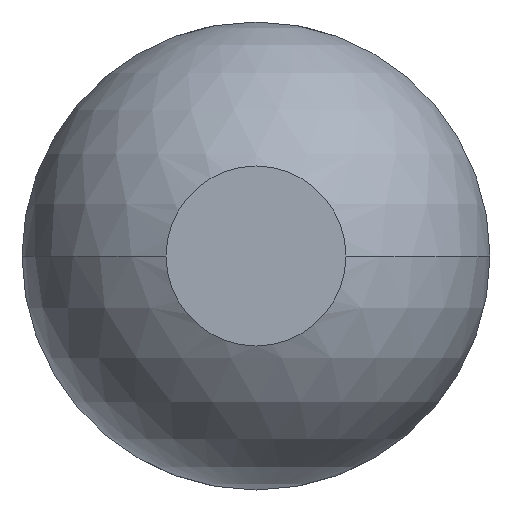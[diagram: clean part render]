
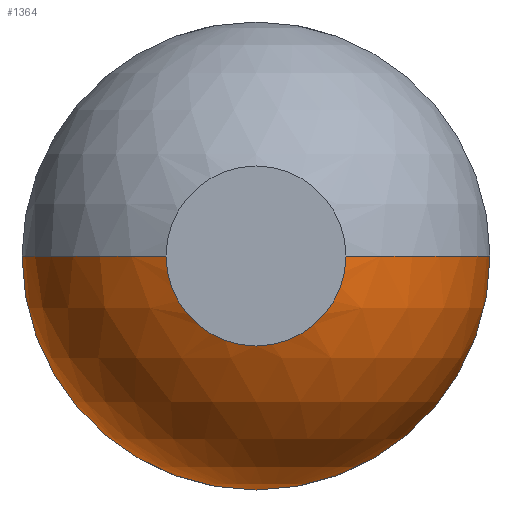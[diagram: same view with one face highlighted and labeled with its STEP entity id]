
A CAD part, front view. The second image highlights one B-rep face of the part: STEP entity #1364.
In plain terms, the highlighted spherical face has radius 0.39 mm.
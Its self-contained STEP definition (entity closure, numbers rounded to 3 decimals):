
#18 = DIRECTION ( 'NONE',  ( 0., 0., 1. ) ) ;
#52 = VERTEX_POINT ( 'NONE', #3248 ) ;
#184 = EDGE_CURVE ( 'Defeature ausgef�hrt1_5+Defeature ausgef�hrt1_4+Defeature ausgef�hrt1_4+Defeature ausgef�hrt1_4', #466, #3626, #2356, .T. ) ;
#214 = CARTESIAN_POINT ( 'NONE',  ( -0.15, -36.3, 0. ) ) ;
#215 = CARTESIAN_POINT ( 'NONE',  ( 0., -35.94, 0. ) ) ;
#297 = CARTESIAN_POINT ( 'NONE',  ( 0., -35.94, 0. ) ) ;
#314 = ORIENTED_EDGE ( 'NONE', *, *, #403, .F. ) ;
#395 = DIRECTION ( 'NONE',  ( 1., 0., 0. ) ) ;
#403 = EDGE_CURVE ( 'Defeature ausgef�hrt1_5+Defeature ausgef�hrt1_4+Defeature ausgef�hrt1_4+Defeature ausgef�hrt1_4', #3626, #52, #3045, .T. ) ;
#460 = CIRCLE ( 'NONE', #2628, 0.39 ) ;
#466 = VERTEX_POINT ( 'NONE', #3649 ) ;
#529 = CARTESIAN_POINT ( 'NONE',  ( 0., -35.94, -0.39 ) ) ;
#599 = AXIS2_PLACEMENT_3D ( 'NONE', #2090, #3233, #2527 ) ;
#669 = ORIENTED_EDGE ( 'NONE', *, *, #184, .F. ) ;
#697 = DIRECTION ( 'NONE',  ( 0., 1., 0. ) ) ;
#793 = CARTESIAN_POINT ( 'NONE',  ( 0., -35.94, 0. ) ) ;
#927 = AXIS2_PLACEMENT_3D ( 'NONE', #793, #1485, #18 ) ;
#1067 = ORIENTED_EDGE ( 'NONE', *, *, #3553, .F. ) ;
#1080 = CIRCLE ( 'NONE', #599, 0.15 ) ;
#1235 = CIRCLE ( 'NONE', #2726, 0.15 ) ;
#1364 = ADVANCED_FACE ( 'Defeature ausgef�hrt1_4', ( #1466 ), #1705, .T. ) ;
#1395 = ORIENTED_EDGE ( 'NONE', *, *, #2333, .F. ) ;
#1466 = FACE_OUTER_BOUND ( 'NONE', #1916, .T. ) ;
#1485 = DIRECTION ( 'NONE',  ( 0., 1., 0. ) ) ;
#1705 = SPHERICAL_SURFACE ( 'NONE', #1968, 0.39 ) ;
#1739 = CARTESIAN_POINT ( 'NONE',  ( 0., -36.3, 0. ) ) ;
#1743 = VERTEX_POINT ( 'NONE', #3647 ) ;
#1842 = EDGE_CURVE ( 'Defeature ausgef�hrt1_11+Defeature ausgef�hrt1_4+Defeature ausgef�hrt1_4+Defeature ausgef�hrt1_4', #2724, #1743, #1235, .T. ) ;
#1916 = EDGE_LOOP ( 'NONE', ( #1067, #2540, #314, #669, #1395, #2149 ) ) ;
#1968 = AXIS2_PLACEMENT_3D ( 'NONE', #297, #3427, #3127 ) ;
#2090 = CARTESIAN_POINT ( 'NONE',  ( 0., -36.3, 0. ) ) ;
#2091 = CARTESIAN_POINT ( 'NONE',  ( 0., -35.94, 0. ) ) ;
#2149 = ORIENTED_EDGE ( 'NONE', *, *, #1842, .F. ) ;
#2243 = CIRCLE ( 'NONE', #3191, 0.39 ) ;
#2333 = EDGE_CURVE ( 'NONE', #1743, #466, #460, .T. ) ;
#2356 = CIRCLE ( 'NONE', #927, 0.39 ) ;
#2527 = DIRECTION ( 'NONE',  ( 0., 0., -1. ) ) ;
#2540 = ORIENTED_EDGE ( 'NONE', *, *, #3391, .T. ) ;
#2628 = AXIS2_PLACEMENT_3D ( 'NONE', #2091, #2954, #395 ) ;
#2671 = CARTESIAN_POINT ( 'NONE',  ( 0., -35.94, 0. ) ) ;
#2724 = VERTEX_POINT ( 'NONE', #3588 ) ;
#2726 = AXIS2_PLACEMENT_3D ( 'NONE', #1739, #2871, #3199 ) ;
#2821 = VERTEX_POINT ( 'NONE', #214 ) ;
#2871 = DIRECTION ( 'NONE',  ( 0., -1., 0. ) ) ;
#2954 = DIRECTION ( 'NONE',  ( 0., 0., 1. ) ) ;
#3045 = CIRCLE ( 'NONE', #3524, 0.39 ) ;
#3067 = DIRECTION ( 'NONE',  ( 0., 0., -1. ) ) ;
#3127 = DIRECTION ( 'NONE',  ( 1., 0., 0. ) ) ;
#3191 = AXIS2_PLACEMENT_3D ( 'NONE', #215, #3067, #3624 ) ;
#3199 = DIRECTION ( 'NONE',  ( 0., 0., -1. ) ) ;
#3233 = DIRECTION ( 'NONE',  ( 0., -1., 0. ) ) ;
#3248 = CARTESIAN_POINT ( 'NONE',  ( -0.39, -35.94, 0. ) ) ;
#3261 = DIRECTION ( 'NONE',  ( 0., 0., 1. ) ) ;
#3391 = EDGE_CURVE ( 'NONE', #2821, #52, #2243, .T. ) ;
#3427 = DIRECTION ( 'NONE',  ( 0., 0., -1. ) ) ;
#3524 = AXIS2_PLACEMENT_3D ( 'NONE', #2671, #697, #3261 ) ;
#3553 = EDGE_CURVE ( 'Defeature ausgef�hrt1_11+Defeature ausgef�hrt1_4+Defeature ausgef�hrt1_4+Defeature ausgef�hrt1_4', #2821, #2724, #1080, .T. ) ;
#3588 = CARTESIAN_POINT ( 'NONE',  ( 0., -36.3, -0.15 ) ) ;
#3624 = DIRECTION ( 'NONE',  ( -1., 0., 0. ) ) ;
#3626 = VERTEX_POINT ( 'NONE', #529 ) ;
#3647 = CARTESIAN_POINT ( 'NONE',  ( 0.15, -36.3, 0. ) ) ;
#3649 = CARTESIAN_POINT ( 'NONE',  ( 0.39, -35.94, 0. ) ) ;
